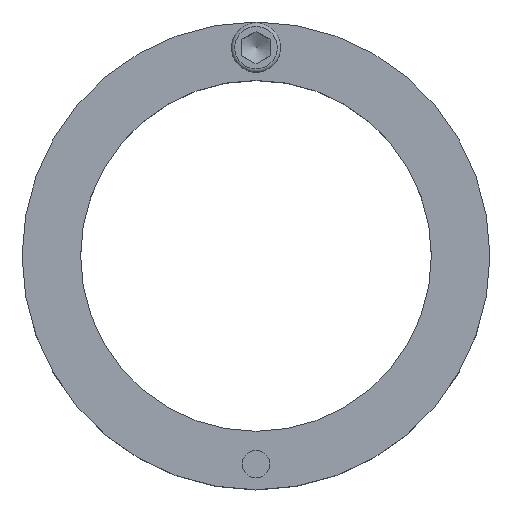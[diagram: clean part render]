
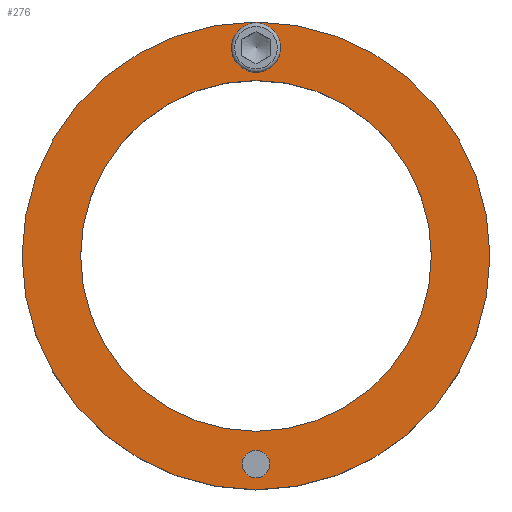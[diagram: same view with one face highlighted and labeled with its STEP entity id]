
A CAD part, top view. The second image highlights one B-rep face of the part: STEP entity #276.
In plain terms, the highlighted planar face has unit normal (0, 0, 1).
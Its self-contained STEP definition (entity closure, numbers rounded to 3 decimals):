
#123=CARTESIAN_POINT('',(5.918,-89.0,54.0));
#124=VERTEX_POINT('',#123);
#125=CARTESIAN_POINT('',(0.,-89.0,54.));
#126=DIRECTION('',(0.0,0.0,-1.0));
#127=DIRECTION('',(1.0,0.0,0.0));
#128=AXIS2_PLACEMENT_3D('',#125,#126,#127);
#129=CIRCLE('',#128,5.918);
#130=EDGE_CURVE('',#124,#124,#129,.T.);
#151=CARTESIAN_POINT('',(8.0,89.0,54.0));
#152=VERTEX_POINT('',#151);
#153=CARTESIAN_POINT('',(0.0,89.0,54.));
#154=DIRECTION('',(0.0,0.0,-1.0));
#155=DIRECTION('',(1.0,0.0,0.0));
#156=AXIS2_PLACEMENT_3D('',#153,#154,#155);
#157=CIRCLE('',#156,8.0);
#158=EDGE_CURVE('',#152,#152,#157,.T.);
#179=CARTESIAN_POINT('',(75.0,0.,54.0));
#180=VERTEX_POINT('',#179);
#181=CARTESIAN_POINT('',(0.0,0.0,54.0));
#182=DIRECTION('',(0.0,0.0,-1.0));
#183=DIRECTION('',(-1.0,0.0,0.0));
#184=AXIS2_PLACEMENT_3D('',#181,#182,#183);
#185=CIRCLE('',#184,75.0);
#186=EDGE_CURVE('',#180,#180,#185,.T.);
#247=CARTESIAN_POINT('',(100.0,0.,54.0));
#248=VERTEX_POINT('',#247);
#249=CARTESIAN_POINT('',(0.0,0.0,54.0));
#250=DIRECTION('',(0.0,0.0,-1.0));
#251=DIRECTION('',(-1.0,0.0,0.0));
#252=AXIS2_PLACEMENT_3D('',#249,#250,#251);
#253=CIRCLE('',#252,100.0);
#254=EDGE_CURVE('',#248,#248,#253,.T.);
#259=CARTESIAN_POINT('',(0.0,0.0,54.0));
#260=DIRECTION('',(0.0,0.0,-1.0));
#261=DIRECTION('',(-1.0,0.0,0.0));
#262=AXIS2_PLACEMENT_3D('',#259,#260,#261);
#263=PLANE('',#262);
#264=ORIENTED_EDGE('',*,*,#254,.F.);
#265=EDGE_LOOP('',(#264));
#266=FACE_OUTER_BOUND('',#265,.T.);
#267=ORIENTED_EDGE('',*,*,#130,.T.);
#268=EDGE_LOOP('',(#267));
#269=FACE_BOUND('',#268,.T.);
#270=ORIENTED_EDGE('',*,*,#158,.T.);
#271=EDGE_LOOP('',(#270));
#272=FACE_BOUND('',#271,.T.);
#273=ORIENTED_EDGE('',*,*,#186,.T.);
#274=EDGE_LOOP('',(#273));
#275=FACE_BOUND('',#274,.T.);
#276=ADVANCED_FACE('',(#266,#269,#272,#275),#263,.F.);
